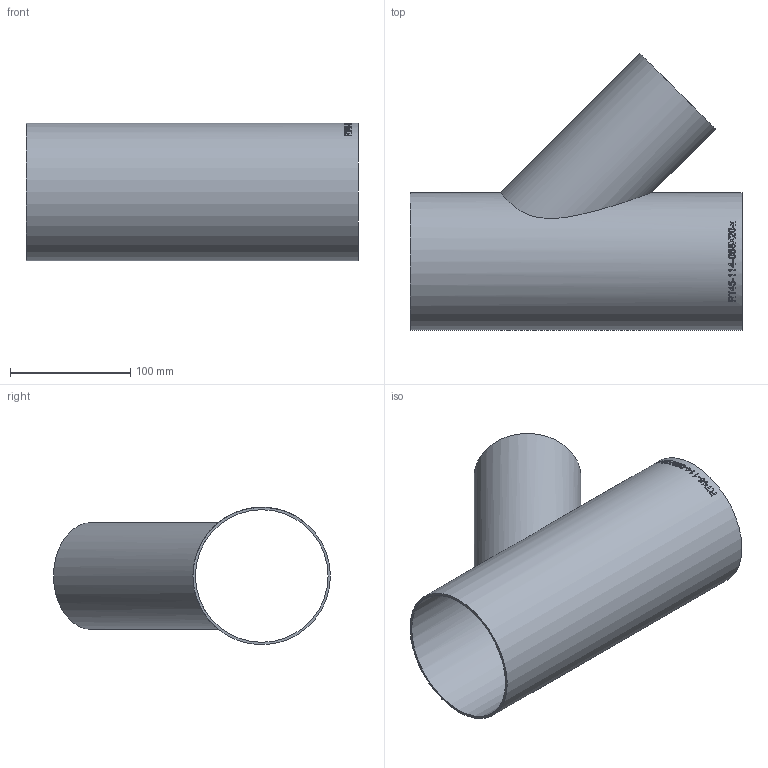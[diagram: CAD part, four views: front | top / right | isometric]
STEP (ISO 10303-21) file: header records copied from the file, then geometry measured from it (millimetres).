
FILE_DESCRIPTION (( 'STEP AP214' ), '1' );
FILE_NAME ('RT45-114-088X20-x T-Stück 45°reduziert Ø114,3 L276 1911.STEP', '2019-11-20T08:08:49', ( '' ), ( '' ), 'SwSTEP 2.0', 'SolidWorks 2016', '' );
FILE_SCHEMA (( 'AUTOMOTIVE_DESIGN' ));
Length unit declared in the file: millimetre
Products named in the file (1): RT45-114-088X20-x T-Stück 45°reduziert Ø114,3 L276  1911
Bounding box: 276 x 230.19 x 114.3 mm (x, y, z)
Volume: 249716.5 mm3; surface area: 251733 mm2
Topology: 1 solids, 1 shells, 226 faces, 595 edges, 397 vertices
Faces by surface type: bspline 116, plane 80, cylinder 30
Full cylindrical faces by diameter (mm): 84.9 x1, 88.9 x1, 110.3 x1, 114.3 x1
Entity records: 27197 total; most frequent: CARTESIAN_POINT 20274, ORIENTED_EDGE 1174, EDGE_CURVE 587, DIRECTION 532, VERTEX_POINT 394, B_SPLINE_CURVE_WITH_KNOTS 371, EDGE_LOOP 261, FACE_OUTER_BOUND 230
